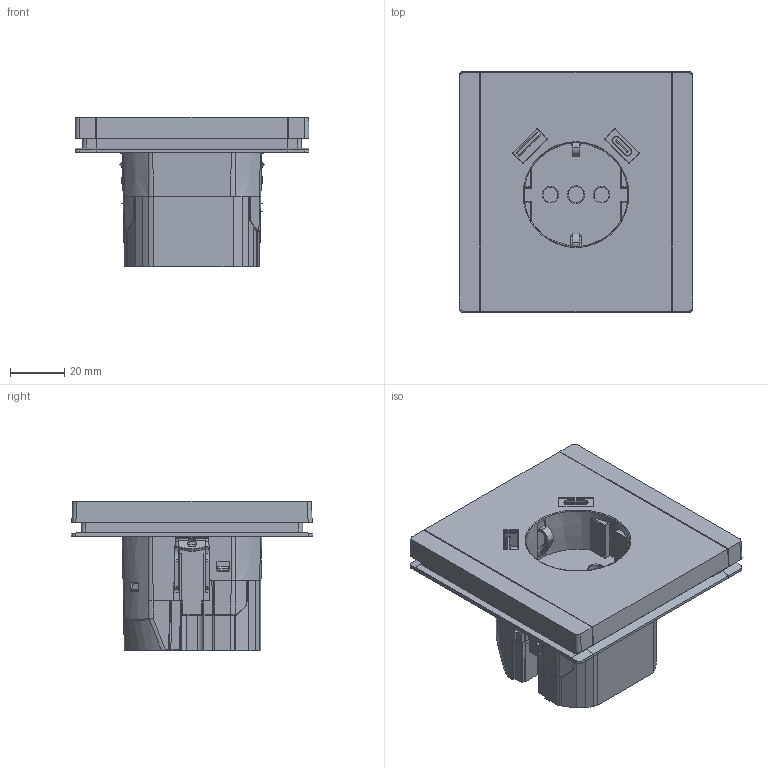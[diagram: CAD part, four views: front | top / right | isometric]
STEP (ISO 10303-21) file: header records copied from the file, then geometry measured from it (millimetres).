
FILE_DESCRIPTION (( 'STEP AP214' ), '1' );
FILE_NAME ('FORTE socket+USB A+C(1).STEP', '2025-03-13T10:43:16', ( '' ), ( '' ), 'SwSTEP 2.0', 'SolidWorks 2022', '' );
FILE_SCHEMA (( 'AUTOMOTIVE_DESIGN' ));
Length unit declared in the file: millimetre
Products named in the file (1): FORTE socket+USB A+C(1)
Bounding box: 86.56 x 89 x 55.35 mm (x, y, z)
Volume: 168485 mm3; surface area: 48433.2 mm2
Topology: 1 solids, 52 shells, 2492 faces, 6919 edges, 4529 vertices
Faces by surface type: plane 1750, cylinder 473, bspline 121, cone 86, sphere 38, torus 24
Entity records: 82217 total; most frequent: CARTESIAN_POINT 20807, ORIENTED_EDGE 13822, DIRECTION 11287, EDGE_CURVE 6911, LINE 5013, VECTOR 5013, VERTEX_POINT 4527, AXIS2_PLACEMENT_3D 3137
